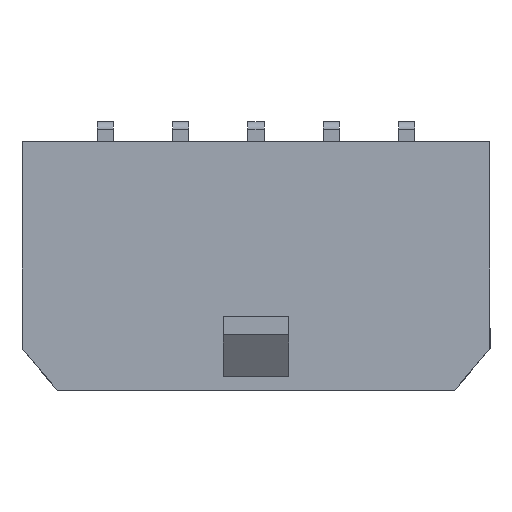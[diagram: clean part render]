
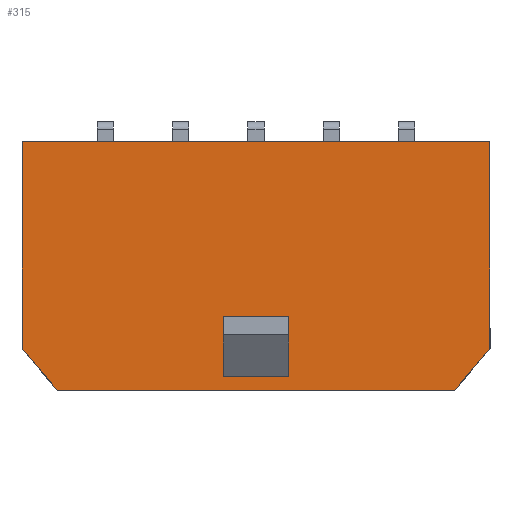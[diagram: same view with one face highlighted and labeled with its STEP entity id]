
A CAD part, top view. The second image highlights one B-rep face of the part: STEP entity #315.
In plain terms, the highlighted planar face has unit normal (0, 0, 1).
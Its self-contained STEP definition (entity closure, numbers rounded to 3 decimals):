
#315=ADVANCED_FACE('',(#711,#712),#523,.T.);
#523=PLANE('',#3907);
#711=FACE_BOUND('',#743,.T.);
#712=FACE_BOUND('',#744,.T.);
#743=EDGE_LOOP('',(#1083,#1084,#1085,#1086,#1087,#1088));
#744=EDGE_LOOP('',(#1089,#1090,#1091,#1092));
#1083=ORIENTED_EDGE('',*,*,#2474,.F.);
#1084=ORIENTED_EDGE('',*,*,#2457,.F.);
#1085=ORIENTED_EDGE('',*,*,#2503,.T.);
#1086=ORIENTED_EDGE('',*,*,#2466,.T.);
#1087=ORIENTED_EDGE('',*,*,#2471,.F.);
#1088=ORIENTED_EDGE('',*,*,#2498,.F.);
#1089=ORIENTED_EDGE('',*,*,#2504,.T.);
#1090=ORIENTED_EDGE('',*,*,#2505,.T.);
#1091=ORIENTED_EDGE('',*,*,#2506,.F.);
#1092=ORIENTED_EDGE('',*,*,#2507,.F.);
#2104=VERTEX_POINT('',#5323);
#2105=VERTEX_POINT('',#5325);
#2113=VERTEX_POINT('',#5342);
#2114=VERTEX_POINT('',#5344);
#2117=VERTEX_POINT('',#5352);
#2118=VERTEX_POINT('',#5356);
#2145=VERTEX_POINT('',#5417);
#2146=VERTEX_POINT('',#5418);
#2147=VERTEX_POINT('',#5420);
#2148=VERTEX_POINT('',#5422);
#2457=EDGE_CURVE('',#2104,#2105,#2996,.T.);
#2466=EDGE_CURVE('',#2114,#2113,#3005,.T.);
#2471=EDGE_CURVE('',#2117,#2113,#3010,.T.);
#2474=EDGE_CURVE('',#2105,#2118,#3013,.T.);
#2498=EDGE_CURVE('',#2118,#2117,#3037,.T.);
#2503=EDGE_CURVE('',#2104,#2114,#3042,.T.);
#2504=EDGE_CURVE('',#2145,#2146,#3043,.T.);
#2505=EDGE_CURVE('',#2146,#2147,#3044,.T.);
#2506=EDGE_CURVE('',#2148,#2147,#3045,.T.);
#2507=EDGE_CURVE('',#2145,#2148,#3046,.T.);
#2996=LINE('',#5324,#3487);
#3005=LINE('',#5343,#3496);
#3010=LINE('',#5353,#3501);
#3013=LINE('',#5359,#3504);
#3037=LINE('',#5407,#3528);
#3042=LINE('',#5415,#3533);
#3043=LINE('',#5416,#3534);
#3044=LINE('',#5419,#3535);
#3045=LINE('',#5421,#3536);
#3046=LINE('',#5423,#3537);
#3487=VECTOR('',#4245,1.);
#3496=VECTOR('',#4256,1.);
#3501=VECTOR('',#4263,1.);
#3504=VECTOR('',#4268,1.);
#3528=VECTOR('',#4294,1.);
#3533=VECTOR('',#4301,1.);
#3534=VECTOR('',#4302,1.);
#3535=VECTOR('',#4303,1.);
#3536=VECTOR('',#4304,1.);
#3537=VECTOR('',#4305,1.);
#3907=AXIS2_PLACEMENT_3D('',#5424,#4306,#4307);
#4245=DIRECTION('',(0.,-1.,0.));
#4256=DIRECTION('',(0.,-1.,0.));
#4263=DIRECTION('',(-0.643,0.766,0.));
#4268=DIRECTION('',(-0.643,-0.766,0.));
#4294=DIRECTION('',(-1.,0.,0.));
#4301=DIRECTION('',(-1.,0.,0.));
#4302=DIRECTION('',(-1.,0.,0.));
#4303=DIRECTION('',(0.,1.,0.));
#4304=DIRECTION('',(-1.,0.,0.));
#4305=DIRECTION('',(0.,1.,0.));
#4306=DIRECTION('',(0.,0.,1.));
#4307=DIRECTION('',(1.,0.,0.));
#5323=CARTESIAN_POINT('',(9.32,9.9,3.86));
#5324=CARTESIAN_POINT('',(9.32,9.9,3.86));
#5325=CARTESIAN_POINT('',(9.32,1.668,3.86));
#5342=CARTESIAN_POINT('',(-9.32,1.668,3.86));
#5343=CARTESIAN_POINT('',(-9.32,9.9,3.86));
#5344=CARTESIAN_POINT('',(-9.32,9.9,3.86));
#5352=CARTESIAN_POINT('',(-7.92,0.,3.86));
#5353=CARTESIAN_POINT('',(-7.92,0.,3.86));
#5356=CARTESIAN_POINT('',(7.92,0.,3.86));
#5359=CARTESIAN_POINT('',(9.32,1.668,3.86));
#5407=CARTESIAN_POINT('',(9.32,0.,3.86));
#5415=CARTESIAN_POINT('',(9.32,9.9,3.86));
#5416=CARTESIAN_POINT('',(1.3,0.54,3.86));
#5417=CARTESIAN_POINT('',(1.3,0.54,3.86));
#5418=CARTESIAN_POINT('',(-1.3,0.54,3.86));
#5419=CARTESIAN_POINT('',(-1.3,0.54,3.86));
#5420=CARTESIAN_POINT('',(-1.3,2.95,3.86));
#5421=CARTESIAN_POINT('',(1.3,2.95,3.86));
#5422=CARTESIAN_POINT('',(1.3,2.95,3.86));
#5423=CARTESIAN_POINT('',(1.3,0.54,3.86));
#5424=CARTESIAN_POINT('',(9.32,9.9,3.86));
